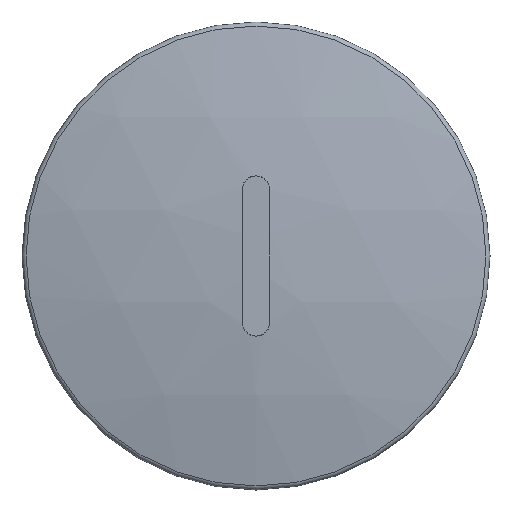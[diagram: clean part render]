
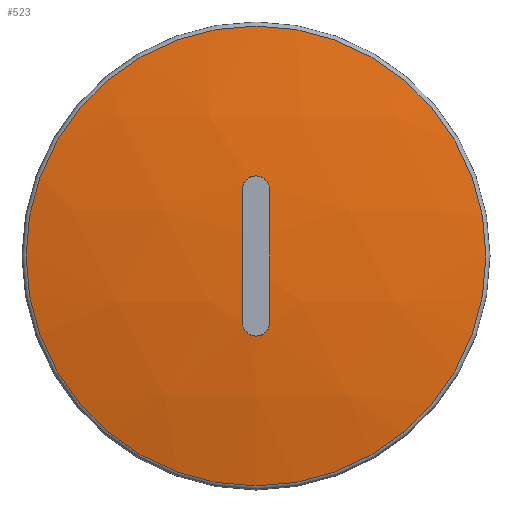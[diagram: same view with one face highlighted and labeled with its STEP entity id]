
A CAD part, left-side view. The second image highlights one B-rep face of the part: STEP entity #523.
In plain terms, the highlighted spherical face has radius 107.716 mm.
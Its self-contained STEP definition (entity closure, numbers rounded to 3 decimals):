
#18=ELLIPSE('',#592,1.352,1.35);
#19=ELLIPSE('',#594,1.352,1.35);
#20=SPHERICAL_SURFACE('',#590,107.716);
#115=FACE_BOUND('',#198,.T.);
#147=FACE_OUTER_BOUND('',#197,.T.);
#197=EDGE_LOOP('',(#422));
#198=EDGE_LOOP('',(#423,#424,#425,#426));
#235=CIRCLE('',#589,22.54);
#236=CIRCLE('',#591,107.707);
#237=CIRCLE('',#593,107.707);
#275=VERTEX_POINT('',#2038);
#276=VERTEX_POINT('',#2041);
#277=VERTEX_POINT('',#2042);
#278=VERTEX_POINT('',#2044);
#279=VERTEX_POINT('',#2046);
#330=EDGE_CURVE('',#275,#275,#235,.T.);
#331=EDGE_CURVE('',#276,#277,#236,.T.);
#332=EDGE_CURVE('',#277,#278,#18,.T.);
#333=EDGE_CURVE('',#278,#279,#237,.T.);
#334=EDGE_CURVE('',#279,#276,#19,.T.);
#422=ORIENTED_EDGE('',*,*,#330,.F.);
#423=ORIENTED_EDGE('',*,*,#331,.T.);
#424=ORIENTED_EDGE('',*,*,#332,.T.);
#425=ORIENTED_EDGE('',*,*,#333,.T.);
#426=ORIENTED_EDGE('',*,*,#334,.T.);
#523=ADVANCED_FACE('',(#147,#115),#20,.T.);
#589=AXIS2_PLACEMENT_3D('',#2039,#703,#704);
#590=AXIS2_PLACEMENT_3D('',#2040,#705,#706);
#591=AXIS2_PLACEMENT_3D('',#2043,#707,#708);
#592=AXIS2_PLACEMENT_3D('',#2045,#709,#710);
#593=AXIS2_PLACEMENT_3D('',#2047,#711,#712);
#594=AXIS2_PLACEMENT_3D('',#2048,#713,#714);
#703=DIRECTION('center_axis',(1.,0.,0.));
#704=DIRECTION('ref_axis',(0.,-1.,0.));
#705=DIRECTION('center_axis',(0.,0.,1.));
#706=DIRECTION('ref_axis',(1.,0.,0.));
#707=DIRECTION('center_axis',(0.,-1.,0.));
#708=DIRECTION('ref_axis',(0.,0.,1.));
#709=DIRECTION('center_axis',(0.998,0.,0.06));
#710=DIRECTION('ref_axis',(0.06,0.,-0.998));
#711=DIRECTION('center_axis',(0.,1.,0.));
#712=DIRECTION('ref_axis',(0.,0.,-1.));
#713=DIRECTION('center_axis',(0.998,0.,-0.06));
#714=DIRECTION('ref_axis',(0.06,0.,0.998));
#2038=CARTESIAN_POINT('',(-16.115,22.54,0.));
#2039=CARTESIAN_POINT('Origin',(-16.115,0.,
0.));
#2040=CARTESIAN_POINT('Origin',(89.216,0.,0.));
#2041=CARTESIAN_POINT('',(-18.295,-1.35,6.5));
#2042=CARTESIAN_POINT('',(-18.295,-1.35,-6.5));
#2043=CARTESIAN_POINT('Origin',(89.216,-1.35,0.));
#2044=CARTESIAN_POINT('',(-18.295,1.35,-6.5));
#2045=CARTESIAN_POINT('Origin',(-18.295,0.,
-6.5));
#2046=CARTESIAN_POINT('',(-18.295,1.35,6.5));
#2047=CARTESIAN_POINT('Origin',(89.216,1.35,0.));
#2048=CARTESIAN_POINT('Origin',(-18.295,0.,
6.5));
